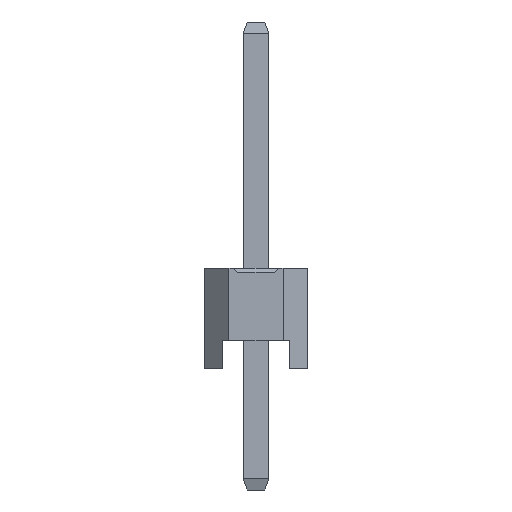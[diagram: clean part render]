
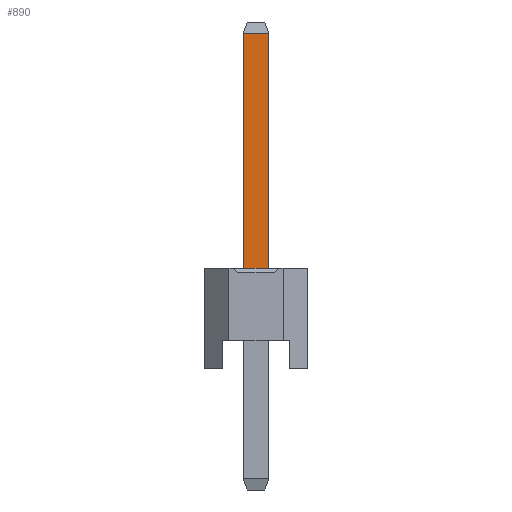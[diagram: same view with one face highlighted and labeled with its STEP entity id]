
A CAD part, left-side view. The second image highlights one B-rep face of the part: STEP entity #890.
In plain terms, the highlighted planar face has unit normal (-1, 0, 0).
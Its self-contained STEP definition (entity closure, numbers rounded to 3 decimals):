
#890=ADVANCED_FACE('',(#2280),#2282,.T.);
#2280=FACE_BOUND('',#2281,.T.);
#2281=EDGE_LOOP('',(#3373,#3374,#3375,#3376));
#2282=PLANE('',#2283);
#2283=AXIS2_PLACEMENT_3D('',#2284,#2285,#2286);
#2284=CARTESIAN_POINT('',(-0.32,0.32,-3.));
#2285=DIRECTION('',(-1.,0.,0.));
#2286=DIRECTION('',(0.,-1.,0.));
#3373=ORIENTED_EDGE('',*,*,#4012,.F.);
#3374=ORIENTED_EDGE('',*,*,#4007,.F.);
#3375=ORIENTED_EDGE('',*,*,#3804,.T.);
#3376=ORIENTED_EDGE('',*,*,#4011,.T.);
#3804=EDGE_CURVE('',#4342,#4346,#4348,.T.);
#4007=EDGE_CURVE('',#4342,#4650,#4653,.T.);
#4011=EDGE_CURVE('',#4346,#4657,#4659,.T.);
#4012=EDGE_CURVE('',#4650,#4657,#4660,.T.);
#4342=VERTEX_POINT('',#5266);
#4346=VERTEX_POINT('',#5274);
#4348=LINE('',#5278,#5279);
#4650=VERTEX_POINT('',#5982);
#4653=LINE('',#5989,#5990);
#4657=VERTEX_POINT('',#5999);
#4659=LINE('',#6003,#6004);
#4660=LINE('',#6006,#6007);
#5266=CARTESIAN_POINT('',(-0.32,0.32,2.5));
#5274=CARTESIAN_POINT('',(-0.32,-0.32,2.5));
#5278=CARTESIAN_POINT('',(-0.32,0.32,2.5));
#5279=VECTOR('',#5280,1.);
#5280=DIRECTION('',(0.,-1.,0.));
#5982=CARTESIAN_POINT('',(-0.32,0.32,8.325));
#5989=CARTESIAN_POINT('',(-0.32,0.32,2.5));
#5990=VECTOR('',#5991,1.);
#5991=DIRECTION('',(0.,0.,1.));
#5999=CARTESIAN_POINT('',(-0.32,-0.32,8.325));
#6003=CARTESIAN_POINT('',(-0.32,-0.32,2.5));
#6004=VECTOR('',#6005,1.);
#6005=DIRECTION('',(0.,0.,1.));
#6006=CARTESIAN_POINT('',(-0.32,0.32,8.325));
#6007=VECTOR('',#6008,1.);
#6008=DIRECTION('',(0.,-1.,0.));
